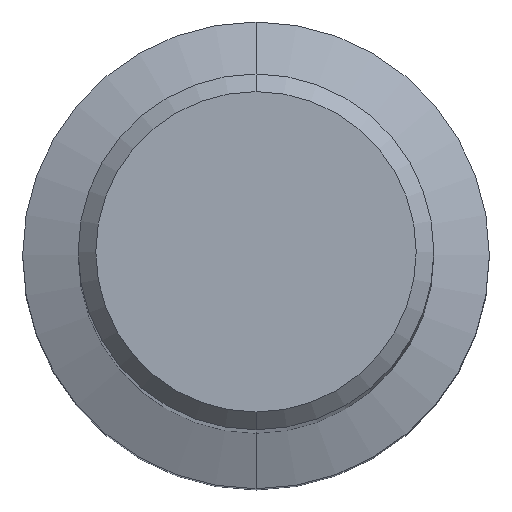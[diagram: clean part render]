
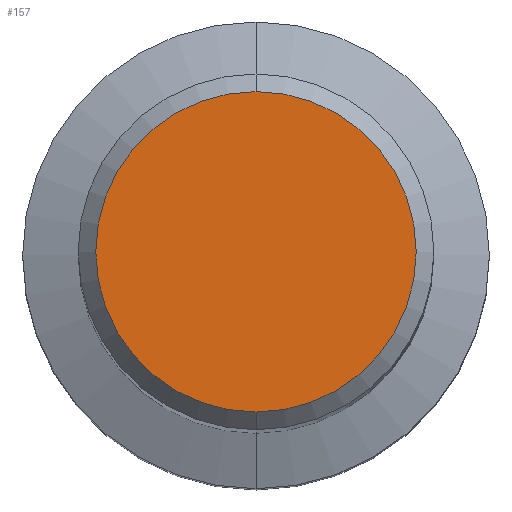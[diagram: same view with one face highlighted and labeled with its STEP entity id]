
A CAD part, top view. The second image highlights one B-rep face of the part: STEP entity #157.
In plain terms, the highlighted planar face has unit normal (0, 0, 1).
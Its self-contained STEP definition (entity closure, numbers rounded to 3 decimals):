
#157=ADVANCED_FACE('',(#358),#359,.T.);
#231=EDGE_CURVE('',#283,#281,#446,.T.);
#277=EDGE_CURVE('',#281,#283,#497,.T.);
#281=VERTEX_POINT('',#502);
#283=VERTEX_POINT('',#504);
#358=FACE_OUTER_BOUND('',#589,.T.);
#359=PLANE('',#590);
#446=CIRCLE('',#694,5.45);
#497=CIRCLE('',#764,5.45);
#502=CARTESIAN_POINT('',(0.0,5.45,0.0));
#504=CARTESIAN_POINT('',(0.,-5.45,0.0));
#589=EDGE_LOOP('',(#829,#830));
#590=AXIS2_PLACEMENT_3D('',#831,#832,#833);
#694=AXIS2_PLACEMENT_3D('',#961,#962,#963);
#764=AXIS2_PLACEMENT_3D('',#1028,#1029,#1030);
#829=ORIENTED_EDGE('',*,*,#277,.F.);
#830=ORIENTED_EDGE('',*,*,#231,.F.);
#831=CARTESIAN_POINT('',(0.0,2.725,0.0));
#832=DIRECTION('',(-0.0,0.0,1.0));
#833=DIRECTION('',(0.0,-1.0,0.0));
#961=CARTESIAN_POINT('',(0.0,0.0,0.0));
#962=DIRECTION('',(0.0,0.0,-1.0));
#963=DIRECTION('',(0.0,1.0,0.0));
#1028=CARTESIAN_POINT('',(0.0,0.0,0.0));
#1029=DIRECTION('',(0.0,0.0,-1.0));
#1030=DIRECTION('',(0.0,1.0,0.0));
